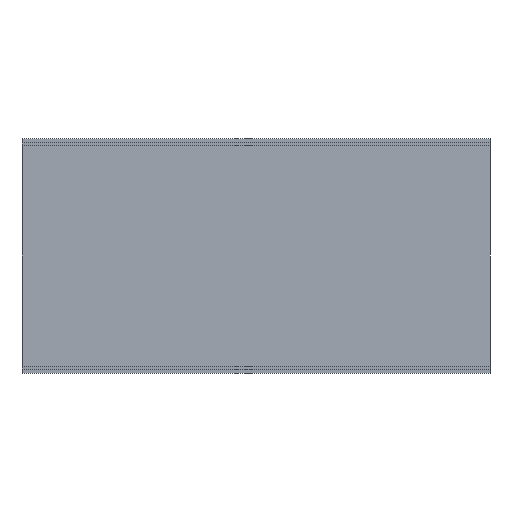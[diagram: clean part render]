
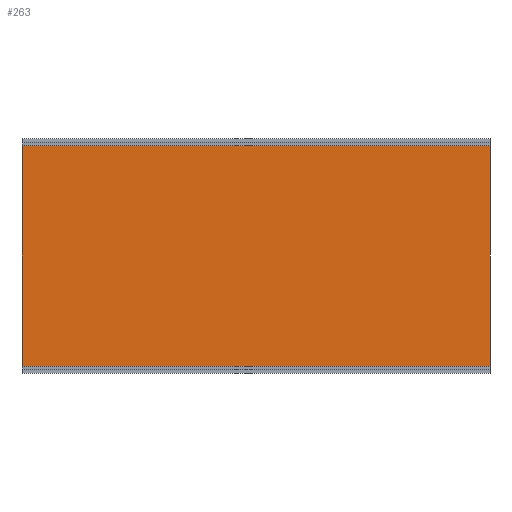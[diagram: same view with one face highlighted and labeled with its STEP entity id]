
A CAD part, front view. The second image highlights one B-rep face of the part: STEP entity #263.
In plain terms, the highlighted planar face has unit normal (0, -1, 0).
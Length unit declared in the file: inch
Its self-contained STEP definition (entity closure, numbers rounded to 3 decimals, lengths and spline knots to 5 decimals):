
#17=FACE_OUTER_BOUND('',#31,.T.);
#31=EDGE_LOOP('',(#191,#192,#193,#194));
#46=LINE('',#379,#82);
#57=LINE('',#400,#93);
#58=LINE('',#403,#94);
#59=LINE('',#404,#95);
#82=VECTOR('',#310,0.3937);
#93=VECTOR('',#323,0.3937);
#94=VECTOR('',#326,0.3937);
#95=VECTOR('',#327,0.3937);
#118=VERTEX_POINT('',#376);
#119=VERTEX_POINT('',#378);
#128=VERTEX_POINT('',#398);
#129=VERTEX_POINT('',#402);
#142=EDGE_CURVE('',#119,#118,#46,.T.);
#153=EDGE_CURVE('',#118,#128,#57,.T.);
#154=EDGE_CURVE('',#128,#129,#58,.T.);
#155=EDGE_CURVE('',#129,#119,#59,.T.);
#191=ORIENTED_EDGE('',*,*,#142,.T.);
#192=ORIENTED_EDGE('',*,*,#153,.T.);
#193=ORIENTED_EDGE('',*,*,#154,.T.);
#194=ORIENTED_EDGE('',*,*,#155,.T.);
#249=PLANE('',#291);
#263=ADVANCED_FACE('',(#17),#249,.T.);
#291=AXIS2_PLACEMENT_3D('',#401,#324,#325);
#310=DIRECTION('',(0.,0.,1.));
#323=DIRECTION('',(-1.,0.,0.));
#324=DIRECTION('center_axis',(0.,-1.,0.));
#325=DIRECTION('ref_axis',(-1.,0.,0.));
#326=DIRECTION('',(0.,0.,-1.));
#327=DIRECTION('',(1.,0.,0.));
#376=CARTESIAN_POINT('',(-78.16667,116.,-0.625));
#378=CARTESIAN_POINT('',(-78.16667,116.,-19.375));
#379=CARTESIAN_POINT('',(-78.16667,116.,0.));
#398=CARTESIAN_POINT('',(-118.,116.,-0.625));
#400=CARTESIAN_POINT('',(-59.,116.,-0.625));
#401=CARTESIAN_POINT('Origin',(0.,116.,0.));
#402=CARTESIAN_POINT('',(-118.,116.,-19.375));
#403=CARTESIAN_POINT('',(-118.,116.,0.));
#404=CARTESIAN_POINT('',(-59.,116.,-19.375));
